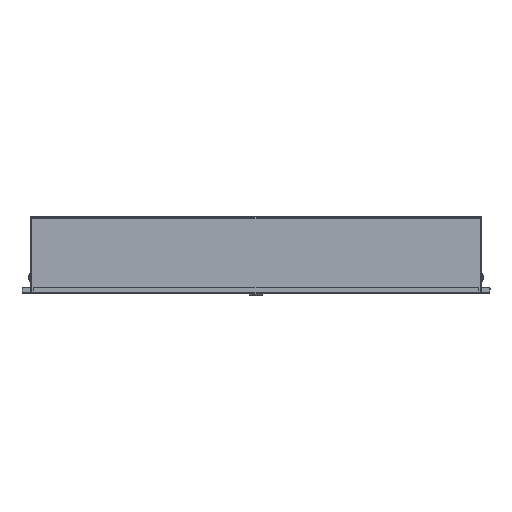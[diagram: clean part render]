
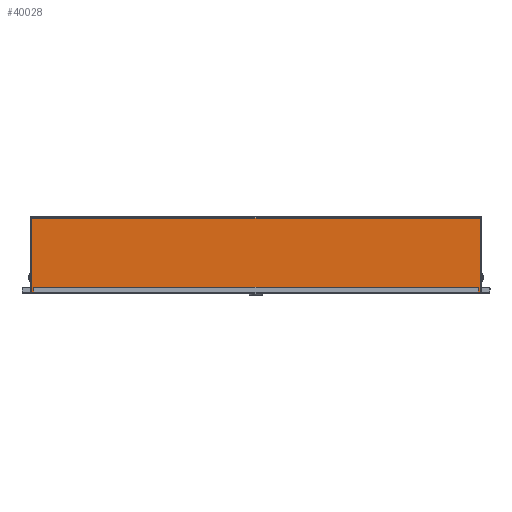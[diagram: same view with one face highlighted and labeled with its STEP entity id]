
A CAD part, front view. The second image highlights one B-rep face of the part: STEP entity #40028.
In plain terms, the highlighted planar face has unit normal (0, -1, 0).
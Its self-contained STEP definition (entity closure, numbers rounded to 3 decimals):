
#506 = DIRECTION ( 'NONE',  ( 0., 1., 0. ) ) ;
#1751 = CARTESIAN_POINT ( 'NONE',  ( 409.5, -311.5, -2.4 ) ) ;
#5684 = LINE ( 'NONE', #20890, #5721 ) ;
#5721 = VECTOR ( 'NONE', #32006, 1000. ) ;
#6896 = CARTESIAN_POINT ( 'NONE',  ( 409.5, -311.5, -2.4 ) ) ;
#7954 = CARTESIAN_POINT ( 'NONE',  ( -409.5, -311.5, -2.4 ) ) ;
#8838 = VECTOR ( 'NONE', #16472, 1000. ) ;
#9010 = PLANE ( 'NONE',  #41865 ) ;
#9251 = VERTEX_POINT ( 'NONE', #24191 ) ;
#10573 = DIRECTION ( 'NONE',  ( 0., 0., -1. ) ) ;
#10815 = EDGE_CURVE ( 'NONE', #25638, #9251, #5684, .T. ) ;
#11920 = CARTESIAN_POINT ( 'NONE',  ( -409.5, -311.5, -137. ) ) ;
#12074 = ORIENTED_EDGE ( 'NONE', *, *, #20384, .T. ) ;
#12881 = DIRECTION ( 'NONE',  ( 0., 0., 1. ) ) ;
#14844 = VERTEX_POINT ( 'NONE', #7954 ) ;
#16472 = DIRECTION ( 'NONE',  ( 0., 0., 1. ) ) ;
#19441 = VECTOR ( 'NONE', #21620, 1000. ) ;
#20384 = EDGE_CURVE ( 'NONE', #14844, #25638, #38433, .T. ) ;
#20890 = CARTESIAN_POINT ( 'NONE',  ( 0., -311.5, -137. ) ) ;
#21362 = LINE ( 'NONE', #1751, #19441 ) ;
#21620 = DIRECTION ( 'NONE',  ( 1., 0., 0. ) ) ;
#24191 = CARTESIAN_POINT ( 'NONE',  ( 409.5, -311.5, -137. ) ) ;
#25638 = VERTEX_POINT ( 'NONE', #11920 ) ;
#26016 = ORIENTED_EDGE ( 'NONE', *, *, #10815, .T. ) ;
#29390 = ORIENTED_EDGE ( 'NONE', *, *, #50825, .T. ) ;
#31712 = CARTESIAN_POINT ( 'NONE',  ( 409.5, -311.5, 0. ) ) ;
#32006 = DIRECTION ( 'NONE',  ( 1., 0., 0. ) ) ;
#34397 = VERTEX_POINT ( 'NONE', #6896 ) ;
#35575 = LINE ( 'NONE', #31712, #8838 ) ;
#35596 = FACE_OUTER_BOUND ( 'NONE', #38004, .T. ) ;
#35891 = EDGE_CURVE ( 'NONE', #14844, #34397, #21362, .T. ) ;
#37251 = VECTOR ( 'NONE', #10573, 1000. ) ;
#37391 = ORIENTED_EDGE ( 'NONE', *, *, #35891, .F. ) ;
#38004 = EDGE_LOOP ( 'NONE', ( #37391, #12074, #26016, #29390 ) ) ;
#38433 = LINE ( 'NONE', #38680, #37251 ) ;
#38680 = CARTESIAN_POINT ( 'NONE',  ( -409.5, -311.5, 0. ) ) ;
#39991 = CARTESIAN_POINT ( 'NONE',  ( 0., -311.5, 0. ) ) ;
#40028 = ADVANCED_FACE ( 'NONE', ( #35596 ), #9010, .F. ) ;
#41865 = AXIS2_PLACEMENT_3D ( 'NONE', #39991, #506, #12881 ) ;
#50825 = EDGE_CURVE ( 'NONE', #9251, #34397, #35575, .T. ) ;
